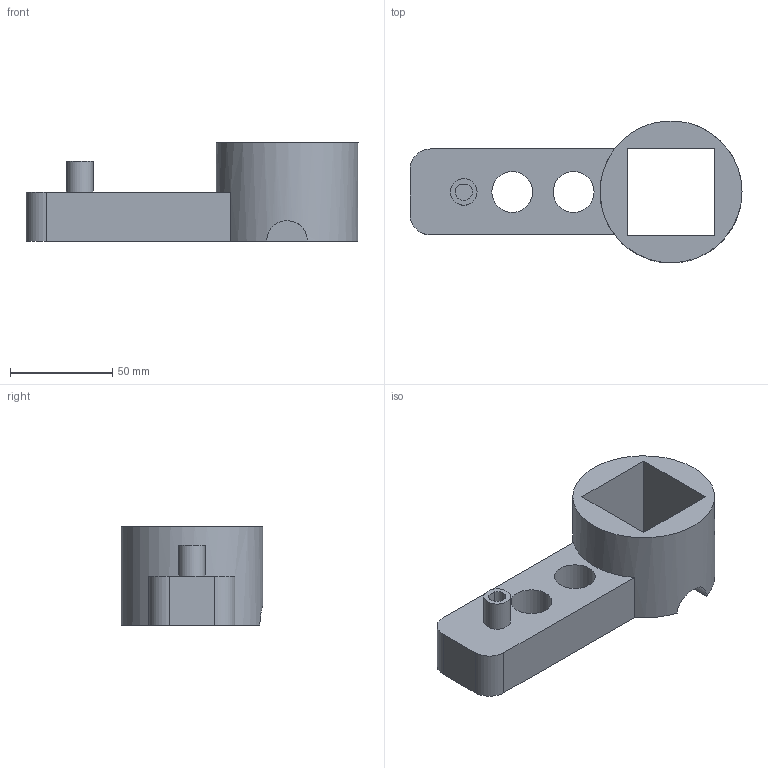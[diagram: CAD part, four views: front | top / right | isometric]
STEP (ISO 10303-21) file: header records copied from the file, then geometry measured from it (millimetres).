
FILE_DESCRIPTION(/* description */ ('STEP AP242','CAx-IF Rec.Pracs.---Representation and Presentation of Product Manufacturing Information (PMI)---4.0---2014-10-13','CAx-IF Rec.Pracs.---3D Tessellated Geometry---0.4---2014-09-14','2;1'),/* implementation_level */ '2;1');
FILE_NAME(/* name */ '677611eea09e915b56f62337',/* time_stamp */ '2025-01-02T04:11:27Z',/* author */ (''),/* organization */ (''),/* preprocessor_version */ 'ST-DEVELOPER v20',/* originating_system */ 'ONSHAPE BY PTC INC, 1.191',/* authorisation */ ' ');
FILE_SCHEMA (('AP242_MANAGED_MODEL_BASED_3D_ENGINEERING_MIM_LF { 1 0 10303 442 1 1 4 }'));
Length unit declared in the file: metre
Products named in the file (1): Part 1
Bounding box: 162.32 x 69.33 x 48 mm (x, y, z)
Volume: 172605.2 mm3; surface area: 37599.9 mm2
Topology: 1 solids, 1 shells, 21 faces, 54 edges, 36 vertices
Faces by surface type: plane 13, cylinder 8
Full cylindrical faces by diameter (mm): 13 x1, 20 x2, 69.397 x1
Entity records: 658 total; most frequent: CARTESIAN_POINT 116, DIRECTION 109, ORIENTED_EDGE 98, EDGE_CURVE 49, AXIS2_PLACEMENT_3D 39, VERTEX_POINT 35, EDGE_LOOP 32, FACE_BOUND 32
